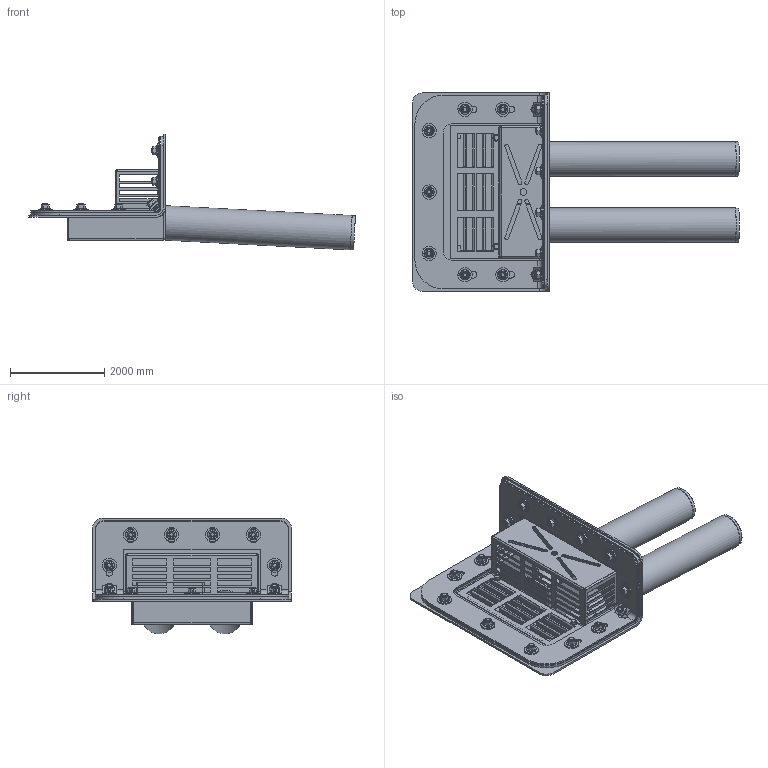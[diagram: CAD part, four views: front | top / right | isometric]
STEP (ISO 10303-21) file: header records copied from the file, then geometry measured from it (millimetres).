
FILE_DESCRIPTION(/* description */ (''),/* implementation_level */ '2;1');
FILE_NAME(/* name */ '01328.070X_3D.stp',/* time_stamp */ '2025-02-04T12:44:59+01:00',/* author */ ('c.rudolph'),/* organization */ (''),/* preprocessor_version */ 'ST-DEVELOPER v20',/* originating_system */ 'AutoCAD Mechanical',/* authorisation */ '');
FILE_SCHEMA (('AUTOMOTIVE_DESIGN { 1 0 10303 214 3 1 1 }'));
Length unit declared in the file: centimetre
Products named in the file (2): Product; *S0
Assembly tree (1 placements, depth 2):
  Product
    *S0
Bounding box: 6918.78 x 4200 x 2451.97 mm (x, y, z)
Volume: 2004853377.2 mm3; surface area: 163435452.6 mm2
Topology: 58 solids, 58 shells, 1617 faces, 3872 edges, 2345 vertices
Faces by surface type: plane 762, cone 554, cylinder 264, torus 23, bspline 14
Full cylindrical faces by diameter (mm): 50 x2, 60 x2, 83.76 x15, 90 x2, 100 x4, 105 x13, 120 x2, 140 x1, 300 x13, 705 x2, 706 x2, 730 x2
Entity records: 49016 total; most frequent: CARTESIAN_POINT 10925, DIRECTION 7952, ORIENTED_EDGE 7740, EDGE_CURVE 3870, AXIS2_PLACEMENT_3D 2827, VERTEX_POINT 2341, LINE 2298, VECTOR 2298
